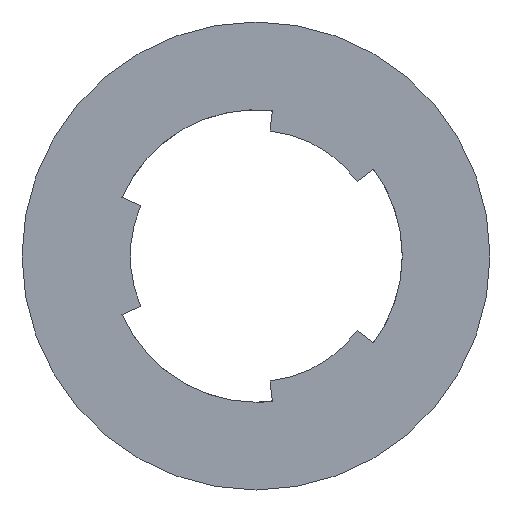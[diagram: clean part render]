
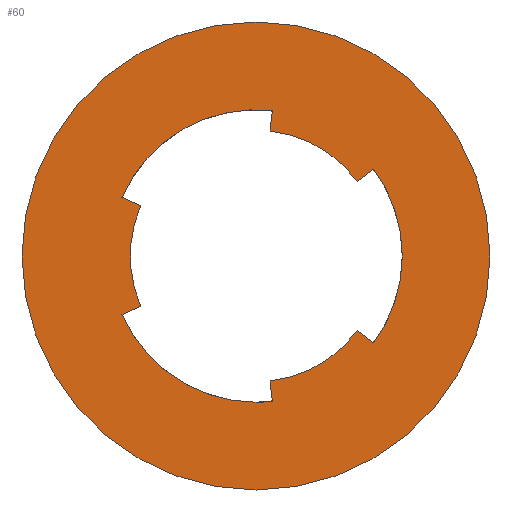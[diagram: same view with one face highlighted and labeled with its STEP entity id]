
A CAD part, front view. The second image highlights one B-rep face of the part: STEP entity #60.
In plain terms, the highlighted planar face has unit normal (0, -1, 0).
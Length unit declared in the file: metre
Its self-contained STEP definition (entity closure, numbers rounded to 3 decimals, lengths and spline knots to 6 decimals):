
#60 = ADVANCED_FACE( 'NONE', ( #121, #122 ), #123, .T. );
#121 = FACE_OUTER_BOUND( '', #180, .T. );
#122 = FACE_BOUND( '', #181, .T. );
#123 = PLANE( '', #182 );
#180 = EDGE_LOOP( '', ( #277 ) );
#181 = EDGE_LOOP( '', ( #278, #279, #280, #281, #282, #283, #284, #285, #286, #287, #288, #289 ) );
#182 = AXIS2_PLACEMENT_3D( '', #290, #291, #292 );
#277 = ORIENTED_EDGE( '', *, *, #348, .T. );
#278 = ORIENTED_EDGE( '', *, *, #383, .F. );
#279 = ORIENTED_EDGE( '', *, *, #364, .F. );
#280 = ORIENTED_EDGE( '', *, *, #384, .F. );
#281 = ORIENTED_EDGE( '', *, *, #359, .F. );
#282 = ORIENTED_EDGE( '', *, *, #385, .F. );
#283 = ORIENTED_EDGE( '', *, *, #346, .F. );
#284 = ORIENTED_EDGE( '', *, *, #374, .F. );
#285 = ORIENTED_EDGE( '', *, *, #378, .F. );
#286 = ORIENTED_EDGE( '', *, *, #386, .F. );
#287 = ORIENTED_EDGE( '', *, *, #387, .F. );
#288 = ORIENTED_EDGE( '', *, *, #381, .F. );
#289 = ORIENTED_EDGE( '', *, *, #370, .F. );
#290 = CARTESIAN_POINT( '', ( 0.0025, 0., 0. ) );
#291 = DIRECTION( '', ( 0., -1., 0. ) );
#292 = DIRECTION( '', ( 0., 0., -1. ) );
#346 = EDGE_CURVE( 'NONE', #403, #399, #405, .T. );
#348 = EDGE_CURVE( 'NONE', #407, #407, #408, .T. );
#359 = EDGE_CURVE( 'NONE', #426, #422, #428, .T. );
#364 = EDGE_CURVE( 'NONE', #435, #431, #437, .T. );
#370 = EDGE_CURVE( 'NONE', #444, #442, #446, .T. );
#374 = EDGE_CURVE( 'NONE', #450, #403, #452, .T. );
#378 = EDGE_CURVE( 'NONE', #456, #450, #458, .T. );
#381 = EDGE_CURVE( 'NONE', #442, #460, #462, .T. );
#383 = EDGE_CURVE( 'NONE', #431, #444, #464, .T. );
#384 = EDGE_CURVE( 'NONE', #422, #435, #465, .T. );
#385 = EDGE_CURVE( 'NONE', #399, #426, #466, .T. );
#386 = EDGE_CURVE( 'NONE', #467, #456, #468, .T. );
#387 = EDGE_CURVE( 'NONE', #460, #467, #469, .T. );
#399 = VERTEX_POINT( 'NONE', #481 );
#403 = VERTEX_POINT( 'NONE', #487 );
#405 = LINE( '', #490, #491 );
#407 = VERTEX_POINT( '', #493 );
#408 = CIRCLE( '', #494, 0.004 );
#422 = VERTEX_POINT( 'NONE', #510 );
#426 = VERTEX_POINT( 'NONE', #516 );
#428 = LINE( '', #519, #520 );
#431 = VERTEX_POINT( 'NONE', #523 );
#435 = VERTEX_POINT( 'NONE', #529 );
#437 = LINE( '', #532, #533 );
#442 = VERTEX_POINT( 'NONE', #538 );
#444 = VERTEX_POINT( 'NONE', #541 );
#446 = LINE( '', #544, #545 );
#450 = VERTEX_POINT( 'NONE', #549 );
#452 = CIRCLE( '', #552, 0.00215 );
#456 = VERTEX_POINT( 'NONE', #557 );
#458 = LINE( '', #560, #561 );
#460 = VERTEX_POINT( 'NONE', #563 );
#462 = CIRCLE( '', #566, 0.00215 );
#464 = CIRCLE( '', #568, 0.0025 );
#465 = CIRCLE( '', #569, 0.00215 );
#466 = CIRCLE( '', #570, 0.0025 );
#467 = VERTEX_POINT( 'NONE', #571 );
#468 = CIRCLE( '', #572, 0.0025 );
#469 = LINE( '', #573, #574 );
#481 = CARTESIAN_POINT( '', ( 0.00028, 0., 0.002484 ) );
#487 = CARTESIAN_POINT( '', ( 0.00024, 0., 0.002137 ) );
#490 = CARTESIAN_POINT( '', ( 0.00028, 0., 0.002484 ) );
#491 = VECTOR( '', #588, 1. );
#493 = CARTESIAN_POINT( '', ( 0., 0., -0.004 ) );
#494 = AXIS2_PLACEMENT_3D( '', #589, #590, #591 );
#510 = CARTESIAN_POINT( '', ( -0.001971, 0., 0.00086 ) );
#516 = CARTESIAN_POINT( '', ( -0.002291, 0., 0.001 ) );
#519 = CARTESIAN_POINT( '', ( -0.002291, 0., 0.001 ) );
#520 = VECTOR( '', #606, 1. );
#523 = CARTESIAN_POINT( '', ( -0.002291, 0., -0.001 ) );
#529 = CARTESIAN_POINT( '', ( -0.001971, 0., -0.00086 ) );
#532 = CARTESIAN_POINT( '', ( -0.002291, 0., -0.001 ) );
#533 = VECTOR( '', #610, 1. );
#538 = CARTESIAN_POINT( '', ( 0.00024, 0., -0.002137 ) );
#541 = CARTESIAN_POINT( '', ( 0.00028, 0., -0.002484 ) );
#544 = CARTESIAN_POINT( '', ( 0.00028, 0., -0.002484 ) );
#545 = VECTOR( '', #616, 1. );
#549 = CARTESIAN_POINT( '', ( 0.00173, 0., 0.001277 ) );
#552 = AXIS2_PLACEMENT_3D( '', #621, #622, #623 );
#557 = CARTESIAN_POINT( '', ( 0.002012, 0., 0.001484 ) );
#560 = CARTESIAN_POINT( '', ( 0.002012, 0., 0.001484 ) );
#561 = VECTOR( '', #626, 1. );
#563 = CARTESIAN_POINT( '', ( 0.00173, 0., -0.001277 ) );
#566 = AXIS2_PLACEMENT_3D( '', #628, #629, #630 );
#568 = AXIS2_PLACEMENT_3D( '', #631, #632, #633 );
#569 = AXIS2_PLACEMENT_3D( '', #634, #635, #636 );
#570 = AXIS2_PLACEMENT_3D( '', #637, #638, #639 );
#571 = CARTESIAN_POINT( '', ( 0.002012, 0., -0.001484 ) );
#572 = AXIS2_PLACEMENT_3D( '', #640, #641, #642 );
#573 = CARTESIAN_POINT( '', ( 0.002012, 0., -0.001484 ) );
#574 = VECTOR( '', #643, 1. );
#588 = DIRECTION( '', ( 0.112, 0., 0.994 ) );
#589 = CARTESIAN_POINT( '', ( 0., 0., 0. ) );
#590 = DIRECTION( '', ( 0., -1., 0. ) );
#591 = DIRECTION( '', ( 0., 0., -1. ) );
#606 = DIRECTION( '', ( 0.917, 0., -0.4 ) );
#610 = DIRECTION( '', ( -0.917, 0., -0.4 ) );
#616 = DIRECTION( '', ( -0.112, 0., 0.994 ) );
#621 = CARTESIAN_POINT( '', ( 0., 0., 0. ) );
#622 = DIRECTION( '', ( 0., -1., 0. ) );
#623 = DIRECTION( '', ( 0.866, 0., -0.5 ) );
#626 = DIRECTION( '', ( -0.805, 0., -0.594 ) );
#628 = CARTESIAN_POINT( '', ( 0., 0., 0. ) );
#629 = DIRECTION( '', ( 0., -1., 0. ) );
#630 = DIRECTION( '', ( -0.866, 0., -0.5 ) );
#631 = CARTESIAN_POINT( '', ( 0., 0., 0. ) );
#632 = DIRECTION( '', ( 0., -1., 0. ) );
#633 = DIRECTION( '', ( 0., 0., -1. ) );
#634 = CARTESIAN_POINT( '', ( 0., 0., 0. ) );
#635 = DIRECTION( '', ( 0., -1., 0. ) );
#636 = DIRECTION( '', ( 0., 0., 1. ) );
#637 = CARTESIAN_POINT( '', ( 0., 0., 0. ) );
#638 = DIRECTION( '', ( 0., -1., 0. ) );
#639 = DIRECTION( '', ( 0., 0., -1. ) );
#640 = CARTESIAN_POINT( '', ( 0., 0., 0. ) );
#641 = DIRECTION( '', ( 0., -1., 0. ) );
#642 = DIRECTION( '', ( 0., 0., -1. ) );
#643 = DIRECTION( '', ( 0.805, 0., -0.594 ) );
